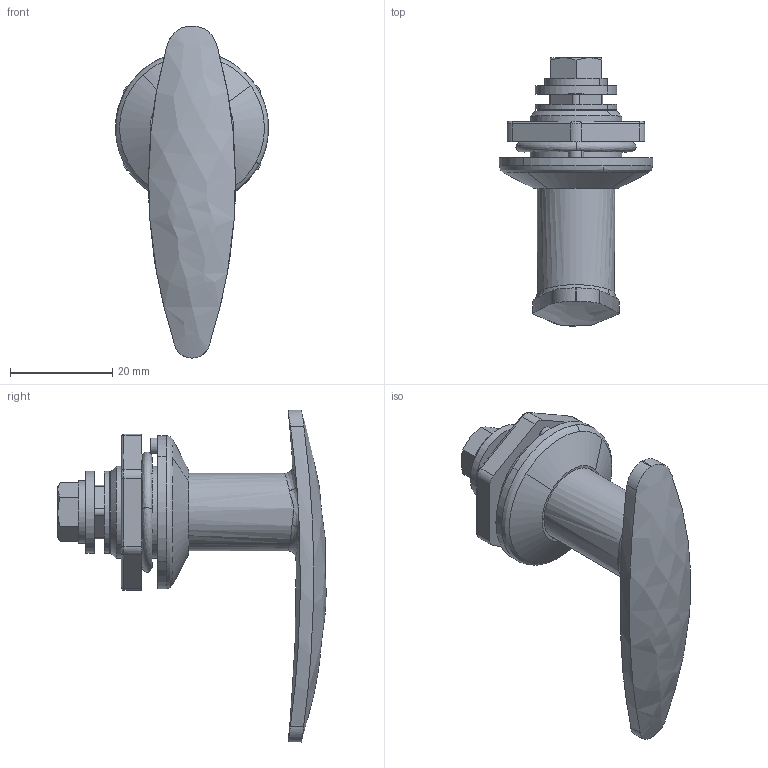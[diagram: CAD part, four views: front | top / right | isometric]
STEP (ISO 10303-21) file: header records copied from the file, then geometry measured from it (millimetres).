
FILE_DESCRIPTION((''),'2;1');
FILE_NAME('','2006-02-23T10:25:55',(''),(''),'','CADfix','');
FILE_SCHEMA(('AUTOMOTIVE_DESIGN'));
Length unit declared in the file: millimetre
Products named in the file (7): washer_B; washer_A; nut; handle; bolt; base; THA_225_2_6485_36
Assembly tree (6 placements, depth 2):
  THA_225_2_6485_36
    washer_B
    washer_A
    nut
    handle
    bolt
    base
Bounding box: 30 x 52.53 x 65 mm (x, y, z)
Volume: 14944.1 mm3; surface area: 9986.7 mm2
Topology: 6 solids, 6 shells, 142 faces, 477 edges, 357 vertices
Faces by surface type: bspline 142
Entity records: 8666 total; most frequent: CARTESIAN_POINT 5681, ORIENTED_EDGE 954, EDGE_CURVE 477, VERTEX_POINT 357, B_SPLINE_CURVE_WITH_KNOTS 303, QUASI_UNIFORM_CURVE 174, EDGE_LOOP 160, FACE_OUTER_BOUND 142
